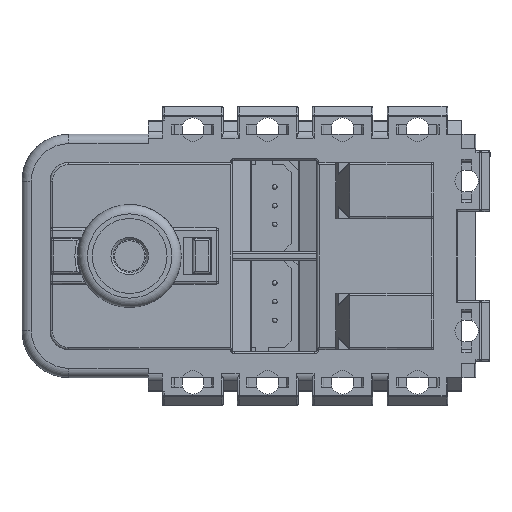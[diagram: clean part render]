
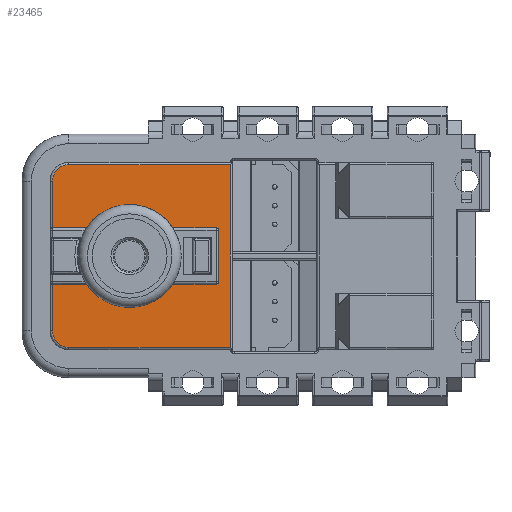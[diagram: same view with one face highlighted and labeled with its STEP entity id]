
A CAD part, left-side view. The second image highlights one B-rep face of the part: STEP entity #23465.
In plain terms, the highlighted face is planar.
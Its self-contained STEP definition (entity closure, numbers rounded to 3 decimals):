
#4034=CARTESIAN_POINT('',(-7.39,16.5,-3.));
#4035=VERTEX_POINT('',#4034);
#4036=CARTESIAN_POINT('',(-16.61,16.5,-3.));
#4037=VERTEX_POINT('',#4036);
#4038=CARTESIAN_POINT('',(-12.,16.5,0.));
#4039=DIRECTION('',(0.0,1.0,0.0));
#4040=DIRECTION('',(0.0,0.0,1.0));
#4041=AXIS2_PLACEMENT_3D('',#4038,#4039,#4040);
#4042=CIRCLE('',#4041,5.5);
#4043=EDGE_CURVE('',#4035,#4037,#4042,.T.);
#4118=CARTESIAN_POINT('',(-16.61,16.5,3.));
#4119=VERTEX_POINT('',#4118);
#4126=CARTESIAN_POINT('',(-7.39,16.5,3.));
#4127=VERTEX_POINT('',#4126);
#4128=CARTESIAN_POINT('',(-12.,16.5,0.));
#4129=DIRECTION('',(0.0,1.0,0.0));
#4130=DIRECTION('',(0.0,0.0,1.0));
#4131=AXIS2_PLACEMENT_3D('',#4128,#4129,#4130);
#4132=CIRCLE('',#4131,5.5);
#4133=EDGE_CURVE('',#4119,#4127,#4132,.T.);
#23344=CARTESIAN_POINT('',(-18.5,16.5,8.0));
#23345=DIRECTION('',(0.0,1.0,0.0));
#23346=DIRECTION('',(0.0,0.0,1.0));
#23347=AXIS2_PLACEMENT_3D('',#23344,#23345,#23346);
#23348=PLANE('',#23347);
#23349=CARTESIAN_POINT('',(-20.25,16.5,3.));
#23350=VERTEX_POINT('',#23349);
#23351=CARTESIAN_POINT('',(-20.25,16.5,3.));
#23352=DIRECTION('',(1.0,0.0,0.0));
#23353=VECTOR('',#23352,3.64);
#23354=LINE('',#23351,#23353);
#23355=EDGE_CURVE('',#23350,#4119,#23354,.T.);
#23356=ORIENTED_EDGE('',*,*,#23355,.F.);
#23357=CARTESIAN_POINT('',(-20.25,16.5,8.0));
#23358=VERTEX_POINT('',#23357);
#23359=CARTESIAN_POINT('',(-20.25,16.5,3.));
#23360=DIRECTION('',(0.0,0.0,1.0));
#23361=VECTOR('',#23360,5.);
#23362=LINE('',#23359,#23361);
#23363=EDGE_CURVE('',#23350,#23358,#23362,.T.);
#23364=ORIENTED_EDGE('',*,*,#23363,.T.);
#23365=CARTESIAN_POINT('',(-18.5,16.5,9.75));
#23366=VERTEX_POINT('',#23365);
#23367=CARTESIAN_POINT('',(-18.5,16.5,8.0));
#23368=DIRECTION('',(0.0,1.0,0.0));
#23369=DIRECTION('',(0.0,0.0,1.0));
#23370=AXIS2_PLACEMENT_3D('',#23367,#23368,#23369);
#23371=CIRCLE('',#23370,1.75);
#23372=EDGE_CURVE('',#23358,#23366,#23371,.T.);
#23373=ORIENTED_EDGE('',*,*,#23372,.T.);
#23374=CARTESIAN_POINT('',(-1.25,16.5,9.75));
#23375=VERTEX_POINT('',#23374);
#23376=CARTESIAN_POINT('',(-18.5,16.5,9.75));
#23377=DIRECTION('',(1.0,0.0,0.0));
#23378=VECTOR('',#23377,17.25);
#23379=LINE('',#23376,#23378);
#23380=EDGE_CURVE('',#23366,#23375,#23379,.T.);
#23381=ORIENTED_EDGE('',*,*,#23380,.T.);
#23382=CARTESIAN_POINT('',(-1.25,16.5,-9.75));
#23383=VERTEX_POINT('',#23382);
#23384=CARTESIAN_POINT('',(-1.25,16.5,9.75));
#23385=DIRECTION('',(0.0,0.0,-1.0));
#23386=VECTOR('',#23385,19.5);
#23387=LINE('',#23384,#23386);
#23388=EDGE_CURVE('',#23375,#23383,#23387,.T.);
#23389=ORIENTED_EDGE('',*,*,#23388,.T.);
#23390=CARTESIAN_POINT('',(-18.5,16.5,-9.75));
#23391=VERTEX_POINT('',#23390);
#23392=CARTESIAN_POINT('',(-1.25,16.5,-9.75));
#23393=DIRECTION('',(-1.0,0.0,0.0));
#23394=VECTOR('',#23393,17.25);
#23395=LINE('',#23392,#23394);
#23396=EDGE_CURVE('',#23383,#23391,#23395,.T.);
#23397=ORIENTED_EDGE('',*,*,#23396,.T.);
#23398=CARTESIAN_POINT('',(-20.25,16.5,-8.));
#23399=VERTEX_POINT('',#23398);
#23400=CARTESIAN_POINT('',(-18.5,16.5,-8.));
#23401=DIRECTION('',(0.0,1.0,0.0));
#23402=DIRECTION('',(0.0,0.0,1.0));
#23403=AXIS2_PLACEMENT_3D('',#23400,#23401,#23402);
#23404=CIRCLE('',#23403,1.75);
#23405=EDGE_CURVE('',#23391,#23399,#23404,.T.);
#23406=ORIENTED_EDGE('',*,*,#23405,.T.);
#23407=CARTESIAN_POINT('',(-20.25,16.5,-3.));
#23408=VERTEX_POINT('',#23407);
#23409=CARTESIAN_POINT('',(-20.25,16.5,-8.));
#23410=DIRECTION('',(0.0,0.0,1.0));
#23411=VECTOR('',#23410,5.);
#23412=LINE('',#23409,#23411);
#23413=EDGE_CURVE('',#23399,#23408,#23412,.T.);
#23414=ORIENTED_EDGE('',*,*,#23413,.T.);
#23415=CARTESIAN_POINT('',(-16.61,16.5,-3.));
#23416=DIRECTION('',(-1.0,0.0,0.0));
#23417=VECTOR('',#23416,3.64);
#23418=LINE('',#23415,#23417);
#23419=EDGE_CURVE('',#4037,#23408,#23418,.T.);
#23420=ORIENTED_EDGE('',*,*,#23419,.F.);
#23421=ORIENTED_EDGE('',*,*,#4043,.F.);
#23422=CARTESIAN_POINT('',(-2.75,16.5,-3.));
#23423=VERTEX_POINT('',#23422);
#23424=CARTESIAN_POINT('',(-2.75,16.5,-3.));
#23425=DIRECTION('',(-1.0,0.0,0.0));
#23426=VECTOR('',#23425,4.64);
#23427=LINE('',#23424,#23426);
#23428=EDGE_CURVE('',#23423,#4035,#23427,.T.);
#23429=ORIENTED_EDGE('',*,*,#23428,.F.);
#23430=CARTESIAN_POINT('',(-2.5,16.5,-2.75));
#23431=VERTEX_POINT('',#23430);
#23432=CARTESIAN_POINT('',(-2.75,16.5,-2.75));
#23433=DIRECTION('',(0.0,-1.0,0.0));
#23434=DIRECTION('',(0.0,0.0,1.0));
#23435=AXIS2_PLACEMENT_3D('',#23432,#23433,#23434);
#23436=CIRCLE('',#23435,0.25);
#23437=EDGE_CURVE('',#23423,#23431,#23436,.T.);
#23438=ORIENTED_EDGE('',*,*,#23437,.T.);
#23439=CARTESIAN_POINT('',(-2.5,16.5,2.75));
#23440=VERTEX_POINT('',#23439);
#23441=CARTESIAN_POINT('',(-2.5,16.5,2.75));
#23442=DIRECTION('',(0.0,0.0,-1.0));
#23443=VECTOR('',#23442,5.5);
#23444=LINE('',#23441,#23443);
#23445=EDGE_CURVE('',#23440,#23431,#23444,.T.);
#23446=ORIENTED_EDGE('',*,*,#23445,.F.);
#23447=CARTESIAN_POINT('',(-2.75,16.5,3.));
#23448=VERTEX_POINT('',#23447);
#23449=CARTESIAN_POINT('',(-2.75,16.5,2.75));
#23450=DIRECTION('',(0.0,-1.0,0.0));
#23451=DIRECTION('',(0.0,0.0,1.0));
#23452=AXIS2_PLACEMENT_3D('',#23449,#23450,#23451);
#23453=CIRCLE('',#23452,0.25);
#23454=EDGE_CURVE('',#23440,#23448,#23453,.T.);
#23455=ORIENTED_EDGE('',*,*,#23454,.T.);
#23456=CARTESIAN_POINT('',(-7.39,16.5,3.));
#23457=DIRECTION('',(1.0,0.0,0.0));
#23458=VECTOR('',#23457,4.64);
#23459=LINE('',#23456,#23458);
#23460=EDGE_CURVE('',#4127,#23448,#23459,.T.);
#23461=ORIENTED_EDGE('',*,*,#23460,.F.);
#23462=ORIENTED_EDGE('',*,*,#4133,.F.);
#23463=EDGE_LOOP('',(#23356,#23364,#23373,#23381,#23389,#23397,#23406,#23414,#23420,#23421,#23429,#23438,#23446,#23455,#23461,#23462));
#23464=FACE_OUTER_BOUND('',#23463,.T.);
#23465=ADVANCED_FACE('',(#23464),#23348,.T.);
